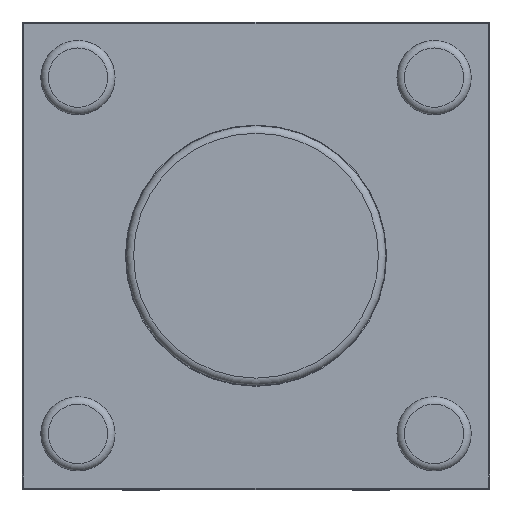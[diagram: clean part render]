
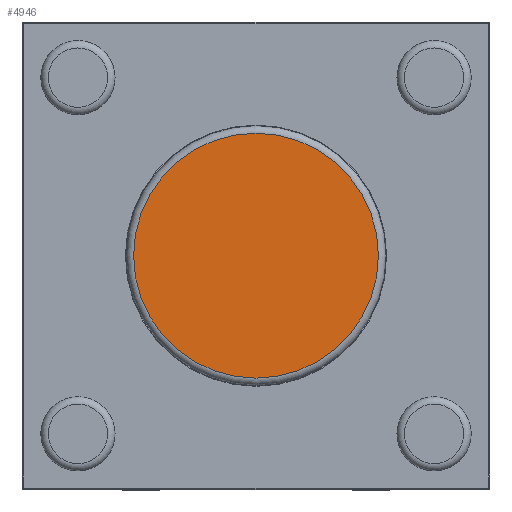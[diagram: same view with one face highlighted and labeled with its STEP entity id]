
A CAD part, top view. The second image highlights one B-rep face of the part: STEP entity #4946.
In plain terms, the highlighted planar face has unit normal (0, 0, 1).
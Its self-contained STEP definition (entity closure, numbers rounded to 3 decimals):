
#4847 = TOROIDAL_SURFACE('',#4848,1.65,0.1);
#4848 = AXIS2_PLACEMENT_3D('',#4849,#4850,#4851);
#4849 = CARTESIAN_POINT('',(0.,0.,4.4));
#4850 = DIRECTION('',(0.,0.,1.));
#4851 = DIRECTION('',(1.,0.,0.));
#4897 = VERTEX_POINT('',#4898);
#4898 = CARTESIAN_POINT('',(1.65,0.,4.5));
#4920 = EDGE_CURVE('',#4897,#4897,#4921,.T.);
#4921 = SURFACE_CURVE('',#4922,(#4927,#4934),.PCURVE_S1.);
#4922 = CIRCLE('',#4923,1.65);
#4923 = AXIS2_PLACEMENT_3D('',#4924,#4925,#4926);
#4924 = CARTESIAN_POINT('',(0.,0.,4.5));
#4925 = DIRECTION('',(0.,0.,1.));
#4926 = DIRECTION('',(1.,0.,0.));
#4927 = PCURVE('',#4847,#4928);
#4928 = DEFINITIONAL_REPRESENTATION('',(#4929),#4933);
#4929 = LINE('',#4930,#4931);
#4930 = CARTESIAN_POINT('',(0.,1.571));
#4931 = VECTOR('',#4932,1.);
#4932 = DIRECTION('',(1.,0.));
#4933 = ( GEOMETRIC_REPRESENTATION_CONTEXT(2) 
PARAMETRIC_REPRESENTATION_CONTEXT() REPRESENTATION_CONTEXT('2D SPACE',''
  ) );
#4934 = PCURVE('',#4935,#4940);
#4935 = PLANE('',#4936);
#4936 = AXIS2_PLACEMENT_3D('',#4937,#4938,#4939);
#4937 = CARTESIAN_POINT('',(0.,0.,4.5));
#4938 = DIRECTION('',(0.,0.,1.));
#4939 = DIRECTION('',(1.,0.,0.));
#4940 = DEFINITIONAL_REPRESENTATION('',(#4941),#4945);
#4941 = CIRCLE('',#4942,1.65);
#4942 = AXIS2_PLACEMENT_2D('',#4943,#4944);
#4943 = CARTESIAN_POINT('',(0.,0.));
#4944 = DIRECTION('',(1.,0.));
#4945 = ( GEOMETRIC_REPRESENTATION_CONTEXT(2) 
PARAMETRIC_REPRESENTATION_CONTEXT() REPRESENTATION_CONTEXT('2D SPACE',''
  ) );
#4946 = ADVANCED_FACE('',(#4947),#4935,.T.);
#4947 = FACE_BOUND('',#4948,.T.);
#4948 = EDGE_LOOP('',(#4949));
#4949 = ORIENTED_EDGE('',*,*,#4920,.T.);
